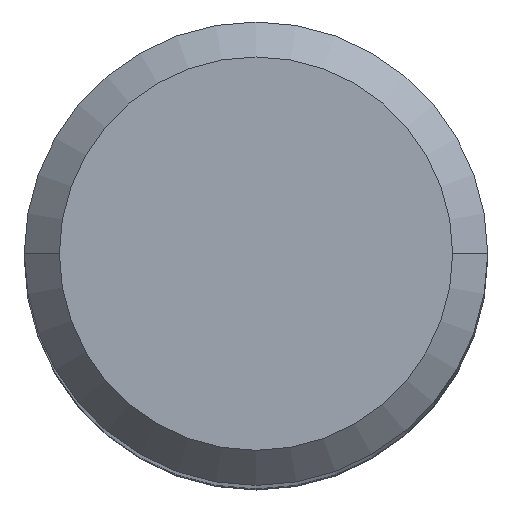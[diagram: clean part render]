
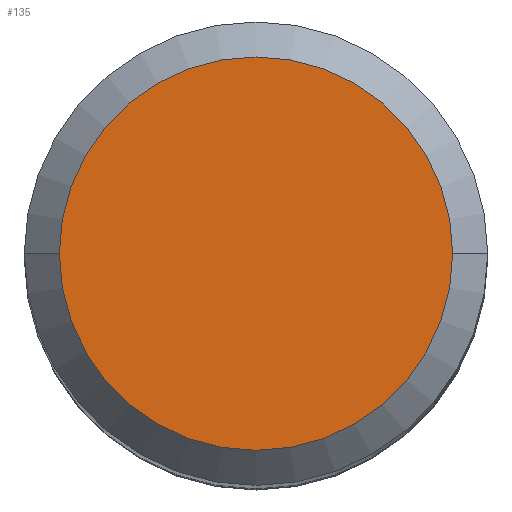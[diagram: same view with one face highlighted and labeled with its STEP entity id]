
A CAD part, top view. The second image highlights one B-rep face of the part: STEP entity #135.
In plain terms, the highlighted planar face has unit normal (0, 0, 1).
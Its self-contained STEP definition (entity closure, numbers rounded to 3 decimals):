
#32=PLANE('',#958);
#135=ADVANCED_FACE('',(#191),#32,.F.);
#191=FACE_OUTER_BOUND('',#241,.T.);
#241=EDGE_LOOP('',(#413,#414,#415,#416));
#413=ORIENTED_EDGE('',*,*,#613,.T.);
#414=ORIENTED_EDGE('',*,*,#614,.T.);
#415=ORIENTED_EDGE('',*,*,#615,.T.);
#416=ORIENTED_EDGE('',*,*,#616,.T.);
#514=VERTEX_POINT('',#2126);
#515=VERTEX_POINT('',#2127);
#516=VERTEX_POINT('',#2129);
#517=VERTEX_POINT('',#2131);
#613=EDGE_CURVE('',#514,#515,#723,.T.);
#614=EDGE_CURVE('',#515,#516,#724,.T.);
#615=EDGE_CURVE('',#516,#517,#725,.T.);
#616=EDGE_CURVE('',#517,#514,#726,.T.);
#723=CIRCLE('',#954,6.738);
#724=CIRCLE('',#955,6.738);
#725=CIRCLE('',#956,6.738);
#726=CIRCLE('',#957,6.738);
#954=AXIS2_PLACEMENT_3D('',#2125,#1148,#1149);
#955=AXIS2_PLACEMENT_3D('',#2128,#1150,#1151);
#956=AXIS2_PLACEMENT_3D('',#2130,#1152,#1153);
#957=AXIS2_PLACEMENT_3D('',#2132,#1154,#1155);
#958=AXIS2_PLACEMENT_3D('',#2133,#1156,#1157);
#1148=DIRECTION('',(0.,0.,1.));
#1149=DIRECTION('',(0.,1.,0.));
#1150=DIRECTION('',(0.,0.,1.));
#1151=DIRECTION('',(-1.,0.,0.));
#1152=DIRECTION('',(0.,0.,1.));
#1153=DIRECTION('',(0.,-1.,0.));
#1154=DIRECTION('',(0.,0.,1.));
#1155=DIRECTION('',(1.,0.,0.));
#1156=DIRECTION('',(0.,0.,-1.));
#1157=DIRECTION('',(-1.,0.,0.));
#2125=CARTESIAN_POINT('',(0.,0.,30.92));
#2126=CARTESIAN_POINT('',(0.,6.738,30.92));
#2127=CARTESIAN_POINT('',(-6.737,0.,30.92));
#2128=CARTESIAN_POINT('',(0.,0.,30.92));
#2129=CARTESIAN_POINT('',(0.,-6.738,30.92));
#2130=CARTESIAN_POINT('',(0.,0.,30.92));
#2131=CARTESIAN_POINT('',(6.738,0.,30.92));
#2132=CARTESIAN_POINT('',(0.,0.,30.92));
#2133=CARTESIAN_POINT('',(0.,0.,30.92));
